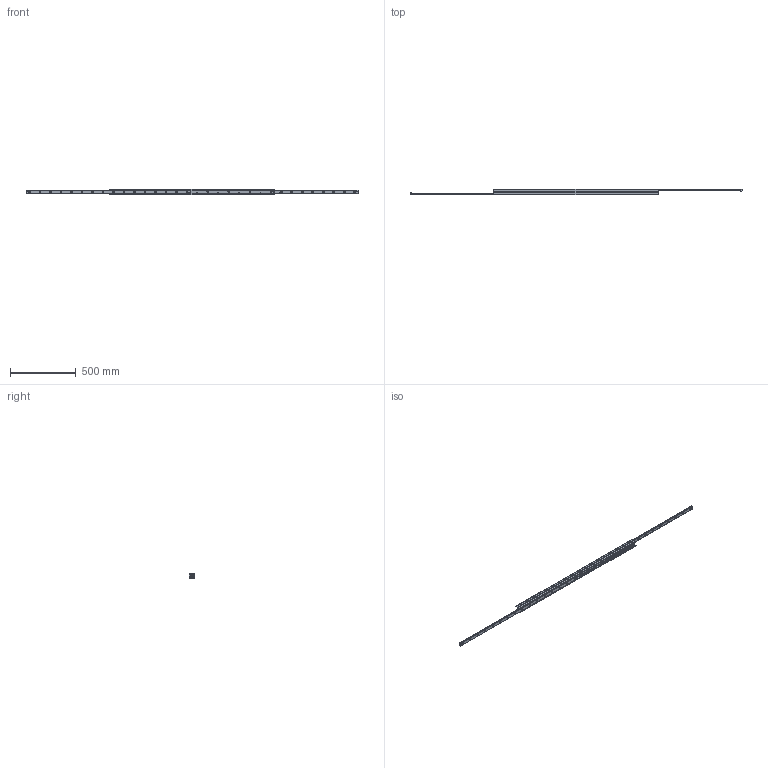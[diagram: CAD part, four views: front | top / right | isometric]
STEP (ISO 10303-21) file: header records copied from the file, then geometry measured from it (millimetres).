
FILE_DESCRIPTION((''),'2;1');
FILE_NAME('LCAH 43-1250.GD.stp','2016-01-14T15:54:55',('MRathmann'),(''),'Autodesk Inventor 2012','Autodesk Inventor 2012','');
FILE_SCHEMA(('CONFIG_CONTROL_DESIGN'));
Length unit declared in the file: millimetre
Products named in the file (9): LCAH 43-1250.GD.iam (Detailgenauigkeit1); LCH 43-1250.L; LCH 43-1250.R; LLMG 43-1250; LLMD 43-1250; KF.LCA 43-0610.GZ; + AS.L 43; + VKB.L 43 6x13,5; + VKB.L 43 M6x9
Assembly tree (16 placements, depth 2):
  LCAH 43-1250.GD.iam (Detailgenauigkeit1)
    LCH 43-1250.L
    LCH 43-1250.R
    LLMG 43-1250
    LLMD 43-1250
    KF.LCA 43-0610.GZ  x2
    + AS.L 43  x4
    + VKB.L 43 6x13,5  x4
    + VKB.L 43 M6x9  x2
Bounding box: 2526 x 44 x 43 mm (x, y, z)
Volume: 1657507.6 mm3; surface area: 746098.7 mm2
Topology: 16 solids, 16 shells, 434 faces, 1116 edges, 710 vertices
Faces by surface type: cylinder 190, plane 186, cone 58
Full cylindrical faces by diameter (mm): 4.917 x18, 5.8 x4, 6 x14, 6.5 x16, 6.647 x16, 7 x4, 8.5 x16
Entity records: 10091 total; most frequent: CARTESIAN_POINT 1949, DIRECTION 1724, ORIENTED_EDGE 1402, EDGE_CURVE 701, AXIS2_PLACEMENT_3D 700, EDGE_LOOP 584, VERTEX_POINT 525, CIRCLE 361
